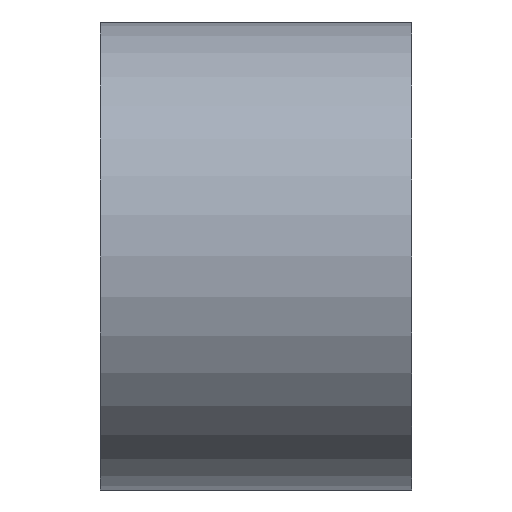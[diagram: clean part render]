
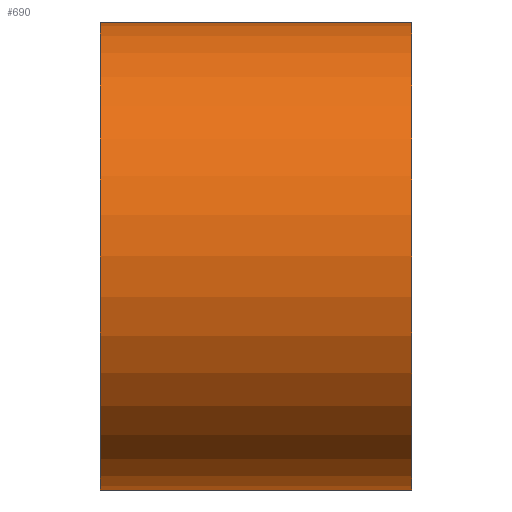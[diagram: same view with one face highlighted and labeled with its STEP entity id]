
A CAD part, left-side view. The second image highlights one B-rep face of the part: STEP entity #690.
In plain terms, the highlighted cylindrical face has radius 4.763 mm (diameter 9.525 mm), a partial arc.
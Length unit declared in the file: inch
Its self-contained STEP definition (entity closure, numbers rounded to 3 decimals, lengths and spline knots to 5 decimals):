
#78 = EDGE_CURVE ( 'NONE', #2310, #664, #609, .T. ) ;
#216 = AXIS2_PLACEMENT_3D ( 'NONE', #702, #2137, #484 ) ;
#254 = LINE ( 'NONE', #386, #1321 ) ;
#257 = DIRECTION ( 'NONE',  ( 0., 0., 1. ) ) ;
#272 = FACE_OUTER_BOUND ( 'NONE', #1757, .T. ) ;
#338 = DIRECTION ( 'NONE',  ( 0., -1., 0. ) ) ;
#356 = LINE ( 'NONE', #1805, #1533 ) ;
#386 = CARTESIAN_POINT ( 'NONE',  ( -6.16, 0.25, -0.1875 ) ) ;
#484 = DIRECTION ( 'NONE',  ( 0., 0., -1. ) ) ;
#500 = AXIS2_PLACEMENT_3D ( 'NONE', #2393, #1169, #257 ) ;
#506 = CARTESIAN_POINT ( 'NONE',  ( -6.16, 0., 0. ) ) ;
#543 = CIRCLE ( 'NONE', #2100, 0.1875 ) ;
#565 = ORIENTED_EDGE ( 'NONE', *, *, #1221, .T. ) ;
#609 = CIRCLE ( 'NONE', #500, 0.1875 ) ;
#664 = VERTEX_POINT ( 'NONE', #2329 ) ;
#690 = ADVANCED_FACE ( 'NONE', ( #272 ), #1820, .T. ) ;
#702 = CARTESIAN_POINT ( 'NONE',  ( -6.16, 0.25, 0. ) ) ;
#723 = DIRECTION ( 'NONE',  ( 0., 0., 1. ) ) ;
#806 = VERTEX_POINT ( 'NONE', #1999 ) ;
#817 = DIRECTION ( 'NONE',  ( 0., -1., 0. ) ) ;
#1169 = DIRECTION ( 'NONE',  ( 0., 1., 0. ) ) ;
#1221 = EDGE_CURVE ( 'NONE', #806, #1821, #543, .T. ) ;
#1321 = VECTOR ( 'NONE', #817, 39.37008 ) ;
#1411 = CARTESIAN_POINT ( 'NONE',  ( -6.16, 0., 0.1875 ) ) ;
#1515 = ORIENTED_EDGE ( 'NONE', *, *, #1968, .T. ) ;
#1533 = VECTOR ( 'NONE', #338, 39.37008 ) ;
#1636 = ORIENTED_EDGE ( 'NONE', *, *, #2582, .F. ) ;
#1757 = EDGE_LOOP ( 'NONE', ( #565, #1636, #1780, #1515 ) ) ;
#1780 = ORIENTED_EDGE ( 'NONE', *, *, #78, .F. ) ;
#1805 = CARTESIAN_POINT ( 'NONE',  ( -6.16, 0.25, 0.1875 ) ) ;
#1820 = CYLINDRICAL_SURFACE ( 'NONE', #216, 0.1875 ) ;
#1821 = VERTEX_POINT ( 'NONE', #1411 ) ;
#1967 = DIRECTION ( 'NONE',  ( 0., 1., 0. ) ) ;
#1968 = EDGE_CURVE ( 'NONE', #2310, #806, #254, .T. ) ;
#1999 = CARTESIAN_POINT ( 'NONE',  ( -6.16, 0., -0.1875 ) ) ;
#2100 = AXIS2_PLACEMENT_3D ( 'NONE', #506, #1967, #723 ) ;
#2137 = DIRECTION ( 'NONE',  ( 0., -1., 0. ) ) ;
#2310 = VERTEX_POINT ( 'NONE', #2626 ) ;
#2329 = CARTESIAN_POINT ( 'NONE',  ( -6.16, 0.25, 0.1875 ) ) ;
#2393 = CARTESIAN_POINT ( 'NONE',  ( -6.16, 0.25, 0. ) ) ;
#2582 = EDGE_CURVE ( 'NONE', #664, #1821, #356, .T. ) ;
#2626 = CARTESIAN_POINT ( 'NONE',  ( -6.16, 0.25, -0.1875 ) ) ;
